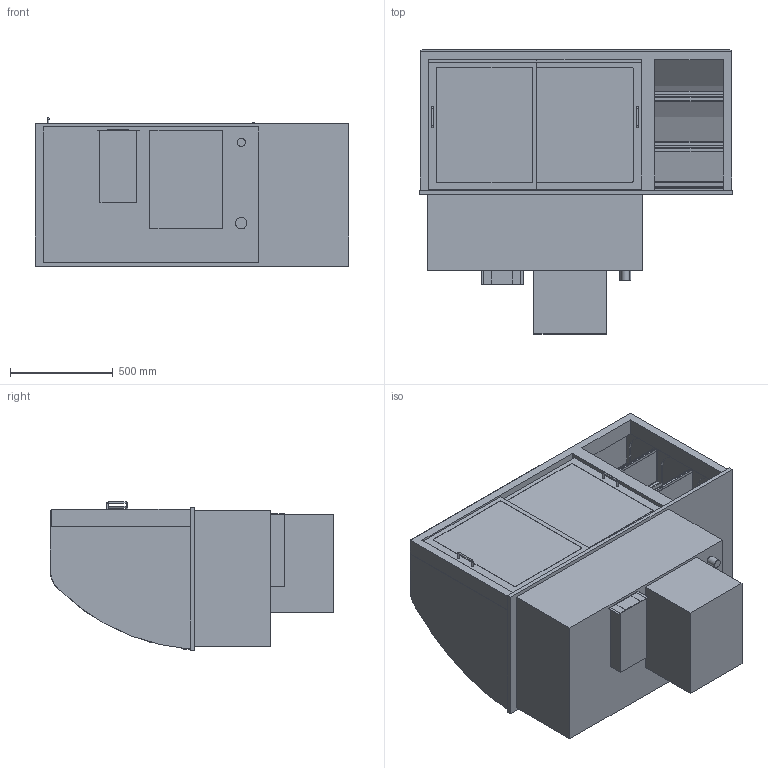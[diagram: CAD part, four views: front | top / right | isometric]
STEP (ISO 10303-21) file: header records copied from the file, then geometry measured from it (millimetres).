
FILE_DESCRIPTION(/* description */ ('vereinfachtes Modell'),/* implementation_level */ '2;1');
FILE_NAME(/* name */ '3D-AKE-00009076.stp',/* time_stamp */ '2025-02-04T13:12:52+01:00',/* author */ ('marina.schachner'),/* organization */ (''),/* preprocessor_version */ 'ST-DEVELOPER v20',/* originating_system */ 'Autodesk Inventor 2024',/* authorisation */ '');
FILE_SCHEMA (('AUTOMOTIVE_DESIGN { 1 0 10303 214 3 1 1 }'));
Length unit declared in the file: millimetre
Products named in the file (1): 3D-AKE-00009076
Bounding box: 1525 x 1382 x 721.99 mm (x, y, z)
Volume: 208443955.3 mm3; surface area: 19796831.3 mm2
Topology: 59 solids, 59 shells, 570 faces, 1344 edges, 896 vertices
Faces by surface type: plane 455, cylinder 111, torus 4
Full cylindrical faces by diameter (mm): 8 x6, 40 x1, 55 x1
Entity records: 16244 total; most frequent: CARTESIAN_POINT 2811, DIRECTION 2720, ORIENTED_EDGE 2688, EDGE_CURVE 1344, LINE 1110, VECTOR 1110, VERTEX_POINT 896, AXIS2_PLACEMENT_3D 805
